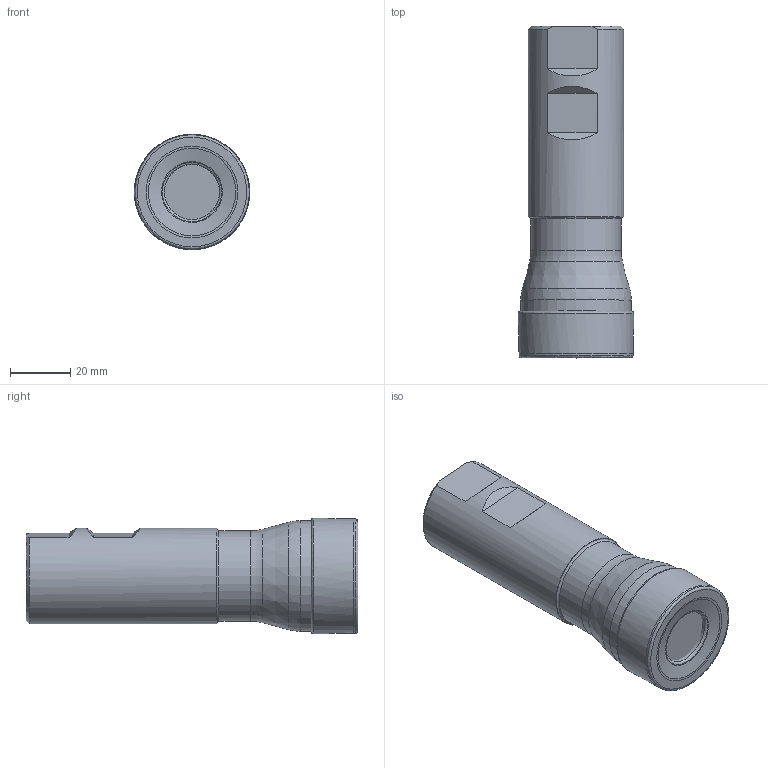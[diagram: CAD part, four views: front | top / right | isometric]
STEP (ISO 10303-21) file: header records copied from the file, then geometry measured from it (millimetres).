
FILE_DESCRIPTION(/* description */ (''),/* implementation_level */ '2;1');
FILE_NAME(/* name */ '202740890ndi000_00.stp',/* time_stamp */ '2019-12-05T11:13:30+01:00',/* author */ (''),/* organization */ (''),/* preprocessor_version */ 'ST-DEVELOPER v16.7',/* originating_system */ 'SIEMENS PLM Software NX 12.0',/* authorisation */ '');
FILE_SCHEMA (('AUTOMOTIVE_DESIGN { 1 0 10303 214 3 1 1 1 }'));
Length unit declared in the file: millimetre
Products named in the file (1): mp543940CC0115se
Bounding box: 38.47 x 110.47 x 38.47 mm (x, y, z)
Volume: 101537.7 mm3; surface area: 18919.5 mm2
Topology: 2 solids, 2 shells, 41 faces, 94 edges, 58 vertices
Faces by surface type: revolution 14, plane 9, cone 8, torus 5, cylinder 4, bspline 1
Full cylindrical faces by diameter (mm): 8 x1, 30 x1, 31.75 x1, 36.751 x1
Entity records: 1188 total; most frequent: CARTESIAN_POINT 422, DIRECTION 146, ORIENTED_EDGE 96, EDGE_LOOP 75, FACE_BOUND 69, AXIS2_PLACEMENT_3D 62, EDGE_CURVE 48, VERTEX_POINT 44
